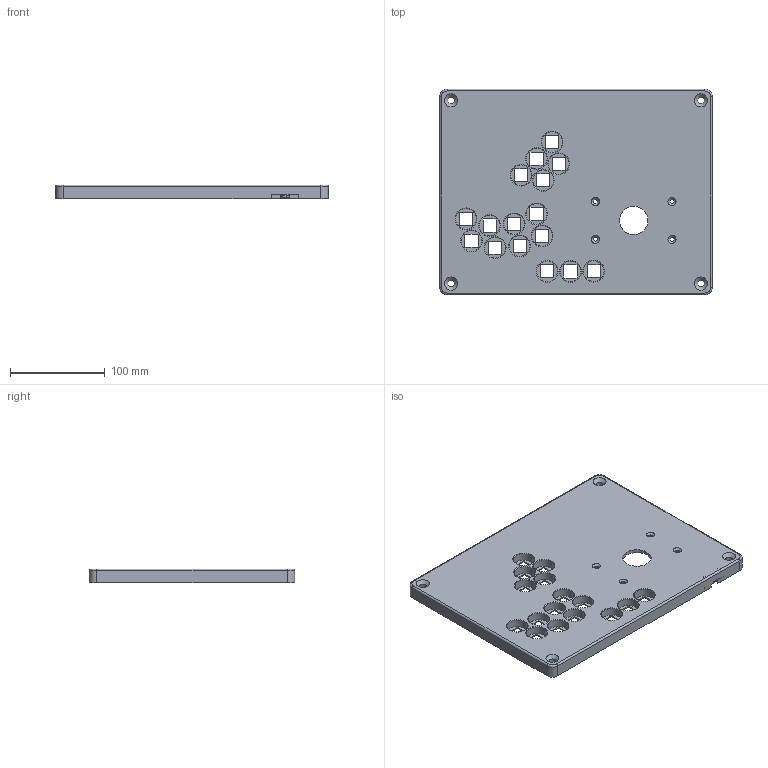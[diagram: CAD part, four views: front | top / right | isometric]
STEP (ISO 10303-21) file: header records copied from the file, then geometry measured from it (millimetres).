
FILE_DESCRIPTION(('HOOPS Exchange Step'),'2;1');
FILE_NAME('stickwichv8top--home-8buttondigital.stp','2024-04-22T12:15:28-05:00',('ryan'),('Unknown organisation'),'HOOPS Exchange 2023.1','HOOPS Exchange','Unknown authorisation');
FILE_SCHEMA( ('AP203_CONFIGURATION_CONTROLLED_3D_DESIGN_OF_MECHANICAL_PARTS_AND_ASSEMBLIES_MIM_LF') );
Length unit declared in the file: millimetre
Products named in the file (1): Extruded.007
Bounding box: 288.35 x 217.8 x 14.7 mm (x, y, z)
Volume: 265853.4 mm3; surface area: 160572.8 mm2
Topology: 1 solids, 1 shells, 308 faces, 896 edges, 623 vertices
Faces by surface type: plane 153, cylinder 83, torus 60, bspline 8, cone 4
Full cylindrical faces by diameter (mm): 2.1 x4, 2.8 x4, 5 x4, 6 x3, 6.959 x1, 7.241 x3, 22 x16, 30 x1
Entity records: 11835 total; most frequent: CARTESIAN_POINT 3218, DIRECTION 1833, ORIENTED_EDGE 1792, EDGE_CURVE 896, AXIS2_PLACEMENT_3D 675, VERTEX_POINT 623, VECTOR 483, LINE 483
